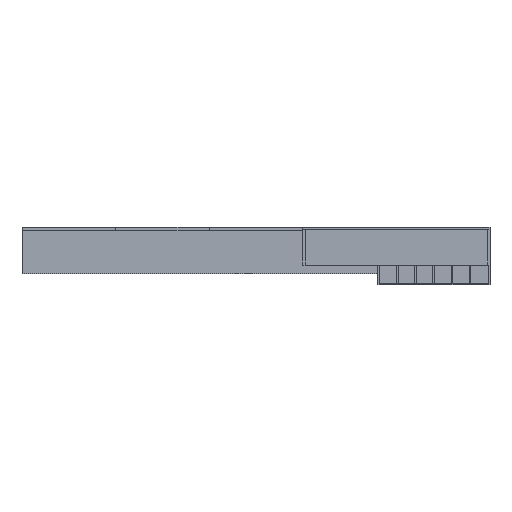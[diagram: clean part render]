
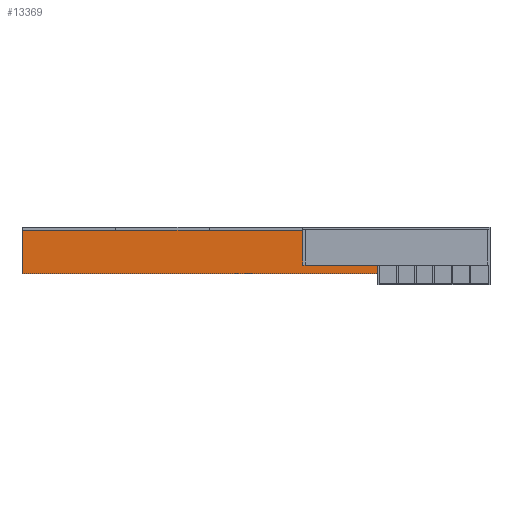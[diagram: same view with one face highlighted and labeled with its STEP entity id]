
A CAD part, left-side view. The second image highlights one B-rep face of the part: STEP entity #13369.
In plain terms, the highlighted planar face has unit normal (-1, 0, 0).
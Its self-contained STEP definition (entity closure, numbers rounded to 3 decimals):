
#13369 = ADVANCED_FACE('',(#13370),#13384,.F.);
#13370 = FACE_BOUND('',#13371,.F.);
#13371 = EDGE_LOOP('',(#13372,#13407,#13435,#13463));
#13372 = ORIENTED_EDGE('',*,*,#13373,.F.);
#13373 = EDGE_CURVE('',#13374,#13376,#13378,.T.);
#13374 = VERTEX_POINT('',#13375);
#13375 = CARTESIAN_POINT('',(-250.,0.,-232.5));
#13376 = VERTEX_POINT('',#13377);
#13377 = CARTESIAN_POINT('',(-250.,0.,232.5));
#13378 = SURFACE_CURVE('',#13379,(#13383,#13395),.PCURVE_S1.);
#13379 = LINE('',#13380,#13381);
#13380 = CARTESIAN_POINT('',(-250.,0.,-232.5));
#13381 = VECTOR('',#13382,1.);
#13382 = DIRECTION('',(0.,0.,1.));
#13383 = PCURVE('',#13384,#13389);
#13384 = PLANE('',#13385);
#13385 = AXIS2_PLACEMENT_3D('',#13386,#13387,#13388);
#13386 = CARTESIAN_POINT('',(-250.,0.,-232.5));
#13387 = DIRECTION('',(1.,0.,0.));
#13388 = DIRECTION('',(0.,0.,1.));
#13389 = DEFINITIONAL_REPRESENTATION('',(#13390),#13394);
#13390 = LINE('',#13391,#13392);
#13391 = CARTESIAN_POINT('',(0.,0.));
#13392 = VECTOR('',#13393,1.);
#13393 = DIRECTION('',(1.,0.));
#13394 = ( GEOMETRIC_REPRESENTATION_CONTEXT(2) 
PARAMETRIC_REPRESENTATION_CONTEXT() REPRESENTATION_CONTEXT('2D SPACE',''
  ) );
#13395 = PCURVE('',#13396,#13401);
#13396 = PLANE('',#13397);
#13397 = AXIS2_PLACEMENT_3D('',#13398,#13399,#13400);
#13398 = CARTESIAN_POINT('',(-250.,0.,-232.5));
#13399 = DIRECTION('',(0.,1.,0.));
#13400 = DIRECTION('',(0.,0.,1.));
#13401 = DEFINITIONAL_REPRESENTATION('',(#13402),#13406);
#13402 = LINE('',#13403,#13404);
#13403 = CARTESIAN_POINT('',(0.,0.));
#13404 = VECTOR('',#13405,1.);
#13405 = DIRECTION('',(1.,0.));
#13406 = ( GEOMETRIC_REPRESENTATION_CONTEXT(2) 
PARAMETRIC_REPRESENTATION_CONTEXT() REPRESENTATION_CONTEXT('2D SPACE',''
  ) );
#13407 = ORIENTED_EDGE('',*,*,#13408,.T.);
#13408 = EDGE_CURVE('',#13374,#13409,#13411,.T.);
#13409 = VERTEX_POINT('',#13410);
#13410 = CARTESIAN_POINT('',(-250.,5000.,-232.5));
#13411 = SURFACE_CURVE('',#13412,(#13416,#13423),.PCURVE_S1.);
#13412 = LINE('',#13413,#13414);
#13413 = CARTESIAN_POINT('',(-250.,0.,-232.5));
#13414 = VECTOR('',#13415,1.);
#13415 = DIRECTION('',(0.,1.,0.));
#13416 = PCURVE('',#13384,#13417);
#13417 = DEFINITIONAL_REPRESENTATION('',(#13418),#13422);
#13418 = LINE('',#13419,#13420);
#13419 = CARTESIAN_POINT('',(0.,0.));
#13420 = VECTOR('',#13421,1.);
#13421 = DIRECTION('',(0.,-1.));
#13422 = ( GEOMETRIC_REPRESENTATION_CONTEXT(2) 
PARAMETRIC_REPRESENTATION_CONTEXT() REPRESENTATION_CONTEXT('2D SPACE',''
  ) );
#13423 = PCURVE('',#13424,#13429);
#13424 = PLANE('',#13425);
#13425 = AXIS2_PLACEMENT_3D('',#13426,#13427,#13428);
#13426 = CARTESIAN_POINT('',(-250.,0.,-232.5));
#13427 = DIRECTION('',(0.,0.,1.));
#13428 = DIRECTION('',(1.,0.,0.));
#13429 = DEFINITIONAL_REPRESENTATION('',(#13430),#13434);
#13430 = LINE('',#13431,#13432);
#13431 = CARTESIAN_POINT('',(0.,0.));
#13432 = VECTOR('',#13433,1.);
#13433 = DIRECTION('',(0.,1.));
#13434 = ( GEOMETRIC_REPRESENTATION_CONTEXT(2) 
PARAMETRIC_REPRESENTATION_CONTEXT() REPRESENTATION_CONTEXT('2D SPACE',''
  ) );
#13435 = ORIENTED_EDGE('',*,*,#13436,.T.);
#13436 = EDGE_CURVE('',#13409,#13437,#13439,.T.);
#13437 = VERTEX_POINT('',#13438);
#13438 = CARTESIAN_POINT('',(-250.,5000.,232.5));
#13439 = SURFACE_CURVE('',#13440,(#13444,#13451),.PCURVE_S1.);
#13440 = LINE('',#13441,#13442);
#13441 = CARTESIAN_POINT('',(-250.,5000.,-232.5));
#13442 = VECTOR('',#13443,1.);
#13443 = DIRECTION('',(0.,0.,1.));
#13444 = PCURVE('',#13384,#13445);
#13445 = DEFINITIONAL_REPRESENTATION('',(#13446),#13450);
#13446 = LINE('',#13447,#13448);
#13447 = CARTESIAN_POINT('',(0.,-5000.));
#13448 = VECTOR('',#13449,1.);
#13449 = DIRECTION('',(1.,0.));
#13450 = ( GEOMETRIC_REPRESENTATION_CONTEXT(2) 
PARAMETRIC_REPRESENTATION_CONTEXT() REPRESENTATION_CONTEXT('2D SPACE',''
  ) );
#13451 = PCURVE('',#13452,#13457);
#13452 = PLANE('',#13453);
#13453 = AXIS2_PLACEMENT_3D('',#13454,#13455,#13456);
#13454 = CARTESIAN_POINT('',(-250.,5000.,-232.5));
#13455 = DIRECTION('',(0.,1.,0.));
#13456 = DIRECTION('',(0.,0.,1.));
#13457 = DEFINITIONAL_REPRESENTATION('',(#13458),#13462);
#13458 = LINE('',#13459,#13460);
#13459 = CARTESIAN_POINT('',(0.,0.));
#13460 = VECTOR('',#13461,1.);
#13461 = DIRECTION('',(1.,0.));
#13462 = ( GEOMETRIC_REPRESENTATION_CONTEXT(2) 
PARAMETRIC_REPRESENTATION_CONTEXT() REPRESENTATION_CONTEXT('2D SPACE',''
  ) );
#13463 = ORIENTED_EDGE('',*,*,#13464,.F.);
#13464 = EDGE_CURVE('',#13376,#13437,#13465,.T.);
#13465 = SURFACE_CURVE('',#13466,(#13470,#13477),.PCURVE_S1.);
#13466 = LINE('',#13467,#13468);
#13467 = CARTESIAN_POINT('',(-250.,0.,232.5));
#13468 = VECTOR('',#13469,1.);
#13469 = DIRECTION('',(0.,1.,0.));
#13470 = PCURVE('',#13384,#13471);
#13471 = DEFINITIONAL_REPRESENTATION('',(#13472),#13476);
#13472 = LINE('',#13473,#13474);
#13473 = CARTESIAN_POINT('',(465.,0.));
#13474 = VECTOR('',#13475,1.);
#13475 = DIRECTION('',(0.,-1.));
#13476 = ( GEOMETRIC_REPRESENTATION_CONTEXT(2) 
PARAMETRIC_REPRESENTATION_CONTEXT() REPRESENTATION_CONTEXT('2D SPACE',''
  ) );
#13477 = PCURVE('',#13478,#13483);
#13478 = PLANE('',#13479);
#13479 = AXIS2_PLACEMENT_3D('',#13480,#13481,#13482);
#13480 = CARTESIAN_POINT('',(-250.,0.,232.5));
#13481 = DIRECTION('',(0.,0.,1.));
#13482 = DIRECTION('',(1.,0.,0.));
#13483 = DEFINITIONAL_REPRESENTATION('',(#13484),#13488);
#13484 = LINE('',#13485,#13486);
#13485 = CARTESIAN_POINT('',(0.,0.));
#13486 = VECTOR('',#13487,1.);
#13487 = DIRECTION('',(0.,1.));
#13488 = ( GEOMETRIC_REPRESENTATION_CONTEXT(2) 
PARAMETRIC_REPRESENTATION_CONTEXT() REPRESENTATION_CONTEXT('2D SPACE',''
  ) );
